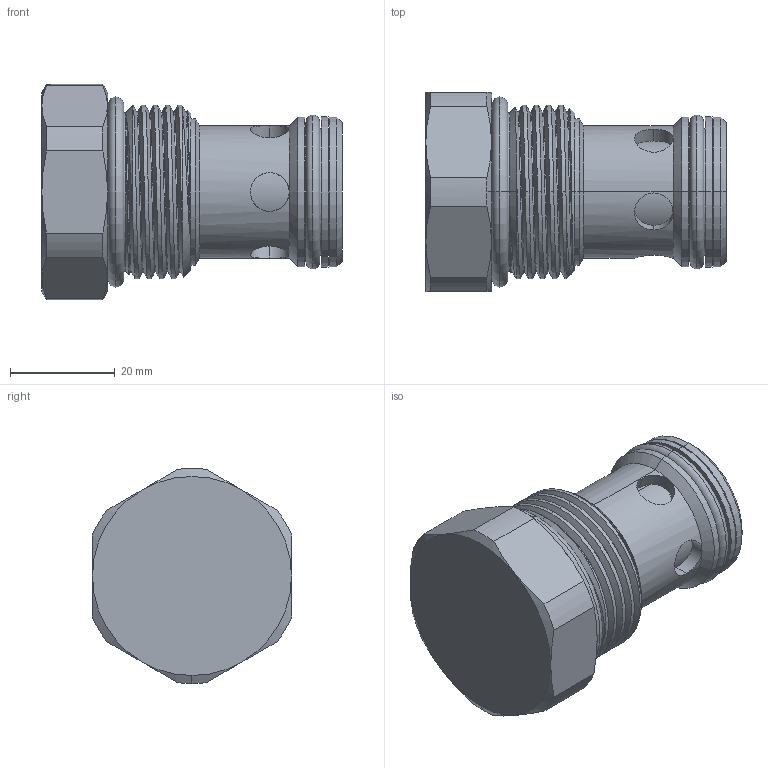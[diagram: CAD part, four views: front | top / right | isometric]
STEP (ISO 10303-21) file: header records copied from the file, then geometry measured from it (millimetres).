
FILE_DESCRIPTION (( 'STEP AP203' ), '1' );
FILE_NAME ('CV16W20-N.STEP', '2020-03-03T00:15:22', ( '' ), ( '' ), 'SwSTEP 2.0', 'SolidWorks 2018', '' );
FILE_SCHEMA (( 'CONFIG_CONTROL_DESIGN' ));
Length unit declared in the file: millimetre
Products named in the file (1): CV16W20-N
Bounding box: 57.34 x 38 x 41.1 mm (x, y, z)
Volume: 42444.5 mm3; surface area: 12067 mm2
Topology: 4 solids, 4 shells, 106 faces, 247 edges, 151 vertices
Faces by surface type: cylinder 51, cone 26, plane 16, torus 8, bspline 3, sphere 2
Entity records: 4803 total; most frequent: CARTESIAN_POINT 2416, ORIENTED_EDGE 494, DIRECTION 475, EDGE_CURVE 247, AXIS2_PLACEMENT_3D 205, VERTEX_POINT 151, EDGE_LOOP 114, FACE_OUTER_BOUND 106
